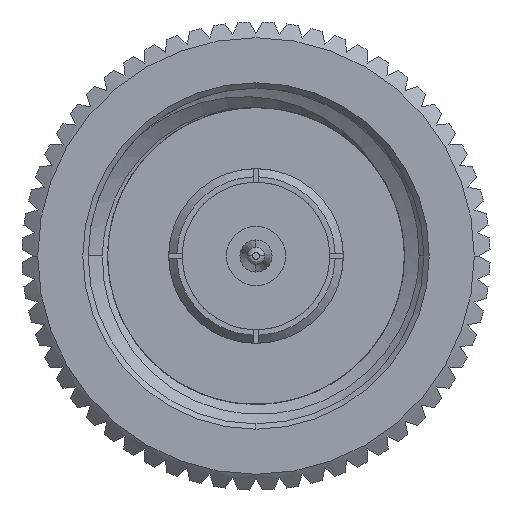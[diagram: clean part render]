
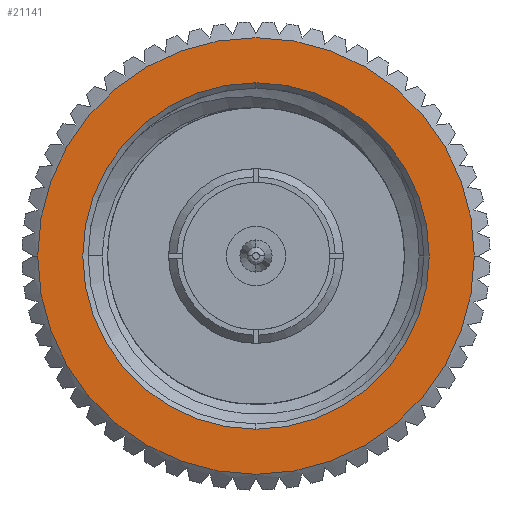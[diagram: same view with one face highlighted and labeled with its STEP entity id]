
A CAD part, left-side view. The second image highlights one B-rep face of the part: STEP entity #21141.
In plain terms, the highlighted planar face has unit normal (-1, 0, 0).
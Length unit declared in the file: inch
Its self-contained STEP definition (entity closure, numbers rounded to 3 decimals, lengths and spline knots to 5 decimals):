
#911 = AXIS2_PLACEMENT_3D ( 'NONE', #16700, #12963, #14754 ) ;
#2587 = AXIS2_PLACEMENT_3D ( 'NONE', #12285, #14046, #10258 ) ;
#2838 = FACE_OUTER_BOUND ( 'NONE', #6818, .T. ) ;
#3109 = DIRECTION ( 'NONE',  ( 1., 0., 0. ) ) ;
#4092 = CIRCLE ( 'NONE', #911, 0.4065 ) ;
#4851 = DIRECTION ( 'NONE',  ( 0., -1., 0. ) ) ;
#4963 = PLANE ( 'NONE',  #2587 ) ;
#4966 = VERTEX_POINT ( 'NONE', #9638 ) ;
#5248 = EDGE_CURVE ( 'NONE', #10703, #20086, #4092, .T. ) ;
#5367 = DIRECTION ( 'NONE',  ( 1., 0., 0. ) ) ;
#5561 = AXIS2_PLACEMENT_3D ( 'NONE', #16081, #5367, #17783 ) ;
#6818 = EDGE_LOOP ( 'NONE', ( #16605, #15726 ) ) ;
#7212 = ORIENTED_EDGE ( 'NONE', *, *, #19989, .T. ) ;
#7424 = CARTESIAN_POINT ( 'NONE',  ( 0., -0.4065, 0. ) ) ;
#9638 = CARTESIAN_POINT ( 'NONE',  ( 0., 0., -0.3225 ) ) ;
#10166 = EDGE_CURVE ( 'NONE', #20086, #10703, #11483, .T. ) ;
#10258 = DIRECTION ( 'NONE',  ( 0., 1., 0. ) ) ;
#10703 = VERTEX_POINT ( 'NONE', #11134 ) ;
#11134 = CARTESIAN_POINT ( 'NONE',  ( 0., 0.4065, 0. ) ) ;
#11483 = CIRCLE ( 'NONE', #21839, 0.4065 ) ;
#12285 = CARTESIAN_POINT ( 'NONE',  ( 0., 0., 0. ) ) ;
#12963 = DIRECTION ( 'NONE',  ( -1., 0., 0. ) ) ;
#13276 = CIRCLE ( 'NONE', #21894, 0.3225 ) ;
#13721 = CARTESIAN_POINT ( 'NONE',  ( 0., 0., 0. ) ) ;
#13946 = EDGE_CURVE ( 'NONE', #16930, #4966, #13276, .T. ) ;
#14046 = DIRECTION ( 'NONE',  ( 1., 0., 0. ) ) ;
#14754 = DIRECTION ( 'NONE',  ( 0., -1., 0. ) ) ;
#14763 = FACE_BOUND ( 'NONE', #15619, .T. ) ;
#15026 = DIRECTION ( 'NONE',  ( -1., 0., 0. ) ) ;
#15061 = CIRCLE ( 'NONE', #5561, 0.3225 ) ;
#15357 = ORIENTED_EDGE ( 'NONE', *, *, #13946, .T. ) ;
#15619 = EDGE_LOOP ( 'NONE', ( #15357, #7212 ) ) ;
#15726 = ORIENTED_EDGE ( 'NONE', *, *, #10166, .T. ) ;
#16081 = CARTESIAN_POINT ( 'NONE',  ( 0., 0., 0. ) ) ;
#16605 = ORIENTED_EDGE ( 'NONE', *, *, #5248, .T. ) ;
#16700 = CARTESIAN_POINT ( 'NONE',  ( 0., 0., 0. ) ) ;
#16930 = VERTEX_POINT ( 'NONE', #22423 ) ;
#17783 = DIRECTION ( 'NONE',  ( 0., 0., 1. ) ) ;
#18671 = CARTESIAN_POINT ( 'NONE',  ( 0., 0., 0. ) ) ;
#19989 = EDGE_CURVE ( 'NONE', #4966, #16930, #15061, .T. ) ;
#20086 = VERTEX_POINT ( 'NONE', #7424 ) ;
#21048 = DIRECTION ( 'NONE',  ( 0., 0., 1. ) ) ;
#21141 = ADVANCED_FACE ( 'NONE', ( #2838, #14763 ), #4963, .F. ) ;
#21839 = AXIS2_PLACEMENT_3D ( 'NONE', #18671, #15026, #4851 ) ;
#21894 = AXIS2_PLACEMENT_3D ( 'NONE', #13721, #3109, #21048 ) ;
#22423 = CARTESIAN_POINT ( 'NONE',  ( 0., 0., 0.3225 ) ) ;
